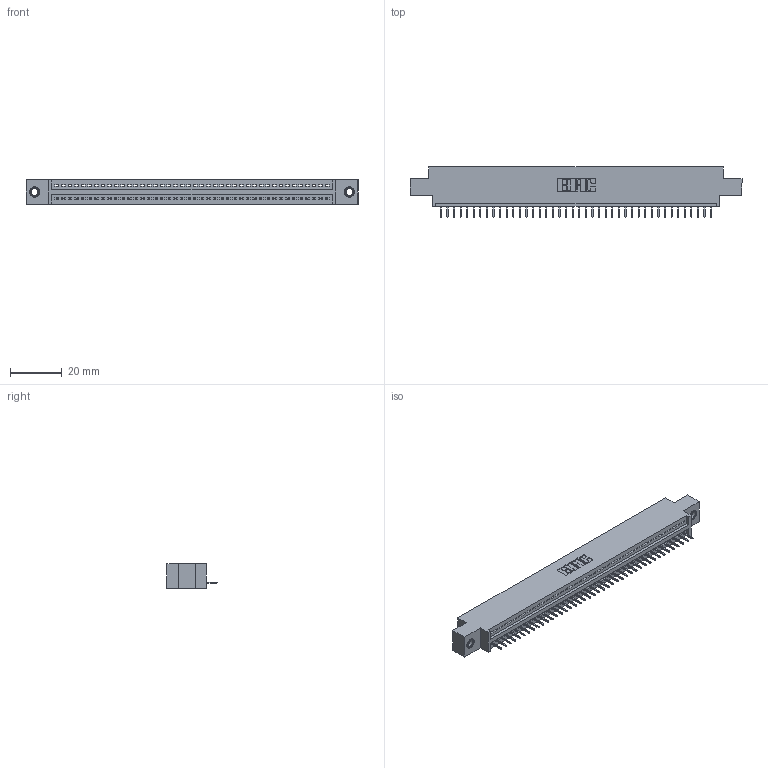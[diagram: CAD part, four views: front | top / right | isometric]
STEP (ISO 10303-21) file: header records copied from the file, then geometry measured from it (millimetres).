
FILE_DESCRIPTION (( 'STEP AP203' ), '1' );
FILE_NAME ('345-042-524-607.STEP', '2018-09-07T19:22:56', ( '' ), ( '' ), 'SwSTEP 2.0', 'SolidWorks 2016', '' );
FILE_SCHEMA (( 'CONFIG_CONTROL_DESIGN' ));
Length unit declared in the file: inch
Products named in the file (4): 345 Part_0.170 Offset - 0.156 Dia-TI; 345-292-001_345-293-124; 345-250-001_345-250-005-103; 345-042-524-607
Assembly tree (45 placements, depth 2):
  345-042-524-607
    345 Part_0.170 Offset - 0.156 Dia-TI
    345-292-001_345-293-124  x42
    345-250-001_345-250-005-103  x2
Bounding box: 127.89 x 19.35 x 9.4 mm (x, y, z)
Volume: 11854.2 mm3; surface area: 15381.8 mm2
Topology: 45 solids, 45 shells, 2794 faces, 8049 edges, 5190 vertices
Faces by surface type: plane 2048, cylinder 730, cone 12, torus 4
Entity records: 33002 total; most frequent: CARTESIAN_POINT 5697, ORIENTED_EDGE 5666, DIRECTION 5003, EDGE_CURVE 2833, VECTOR 2517, LINE 2517, VERTEX_POINT 1880, AXIS2_PLACEMENT_3D 1243
